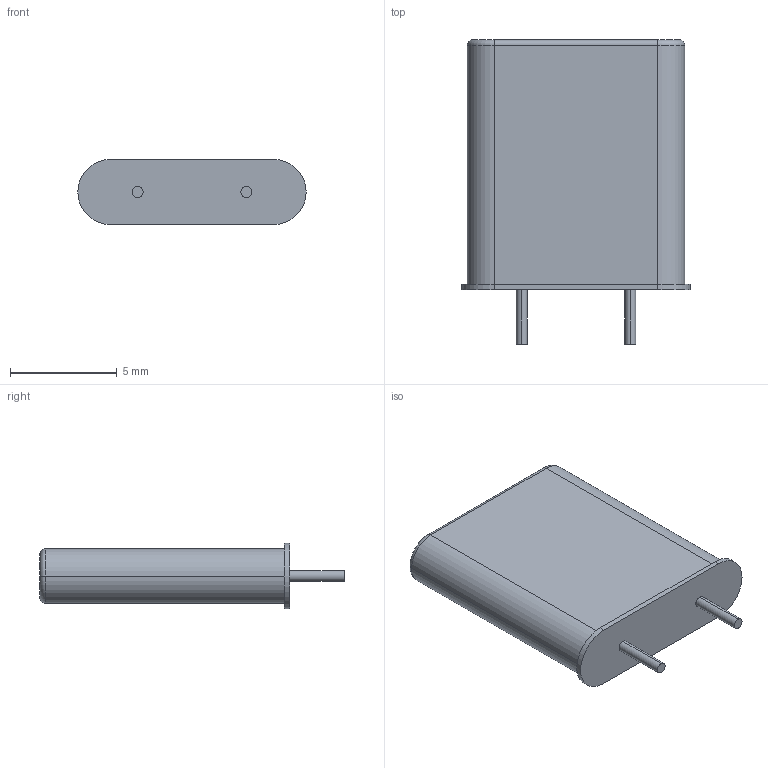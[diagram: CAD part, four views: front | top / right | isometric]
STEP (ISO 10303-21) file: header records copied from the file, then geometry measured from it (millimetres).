
FILE_DESCRIPTION (( 'STEP AP214' ), '1' );
FILE_NAME ('54394846-E6C3-415B-AC94-5B7A323B40BA.STEP', '2008-07-23T23:23:18', ( 'sysAdmin' ), ( 'SolidWorks' ), 'SwSTEP 2.0', 'SolidWorks 2008', '' );
FILE_SCHEMA (( 'AUTOMOTIVE_DESIGN' ));
Length unit declared in the file: inch
Products named in the file (1): 54394846-E6C3-415B-AC94-5B7A323B40BA
Bounding box: 10.67 x 14.22 x 3.05 mm (x, y, z)
Volume: 287.6 mm3; surface area: 338.3 mm2
Topology: 1 solids, 1 shells, 25 faces, 54 edges, 34 vertices
Faces by surface type: cylinder 12, plane 9, torus 4
Entity records: 717 total; most frequent: DIRECTION 136, CARTESIAN_POINT 114, ORIENTED_EDGE 108, AXIS2_PLACEMENT_3D 56, EDGE_CURVE 54, VERTEX_POINT 34, CIRCLE 30, EDGE_LOOP 28
